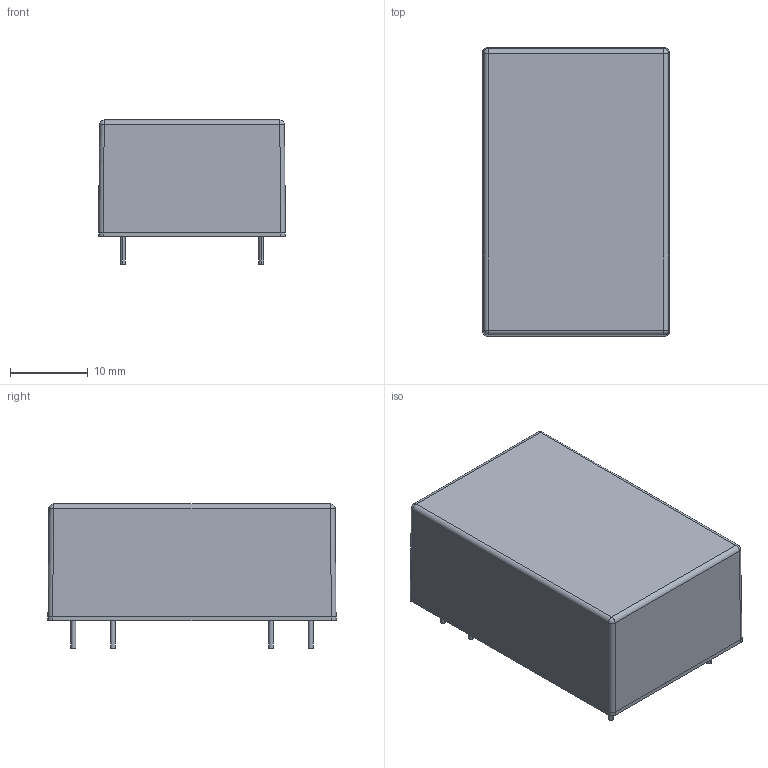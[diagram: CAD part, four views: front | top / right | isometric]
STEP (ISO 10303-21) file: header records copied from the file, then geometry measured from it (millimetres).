
FILE_DESCRIPTION(('Creo Elements/Direct Modeling STEP Export'),'2;1');
FILE_NAME('IRM03-PIN.stp','2016-09-29T13:48:43',(''),(''),'PTC Creo Elements/Direct Modeling STEP processor for AP214 (Solid Model)','PTC Creo Elements/Direct Modeling 19.0 09-May-2014 (C) Parametric Technology GmbH','');
FILE_SCHEMA(('AUTOMOTIVE_DESIGN { 1 0 10303 214 1 1 1 1 }'));
Length unit declared in the file: millimetre
Products named in the file (15): p2.6; p2.5; p2.4; p2.3; p2.2; p2.1; p2; e; 8W
Assembly tree (6 placements, depth 2):
  p2.6
    p2.6
  p2.5
    p2.5
  p2.4
    p2.4
  p2.3
    p2.3
  p2.2
    p2.2
Bounding box: 24 x 37 x 18.5 mm (x, y, z)
Volume: 2648.6 mm3; surface area: 8574.9 mm2
Topology: 8 solids, 8 shells, 108 faces, 249 edges, 156 vertices
Faces by surface type: plane 52, cylinder 42, cone 10, sphere 4
Entity records: 3240 total; most frequent: DIRECTION 512, ORIENTED_EDGE 490, CARTESIAN_POINT 487, EDGE_CURVE 245, AXIS2_PLACEMENT_3D 181, VERTEX_POINT 156, VECTOR 150, LINE 150
